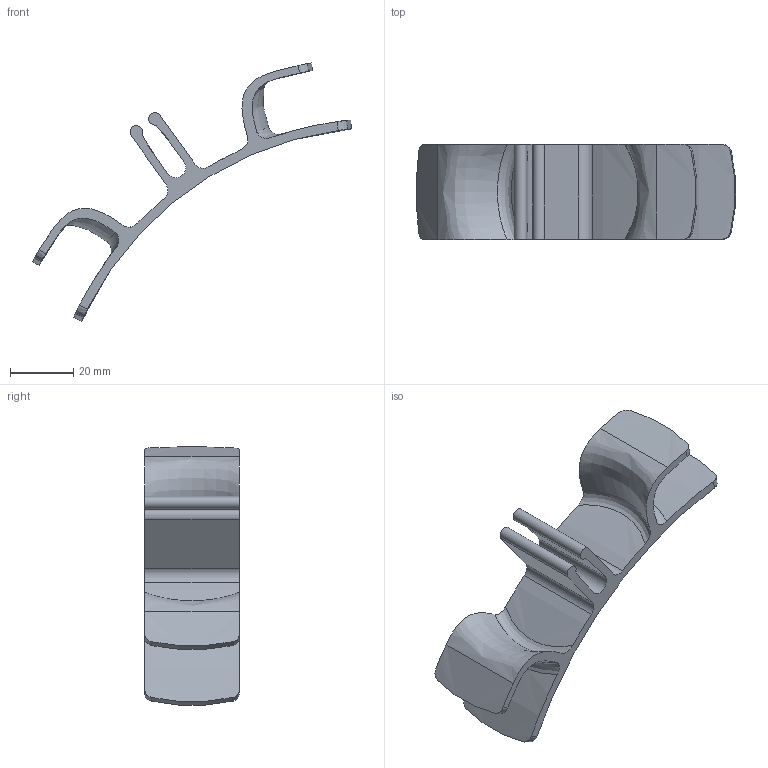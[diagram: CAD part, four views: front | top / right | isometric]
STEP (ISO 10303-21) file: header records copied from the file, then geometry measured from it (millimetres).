
FILE_DESCRIPTION(/* description */ ('STEP AP242','CAx-IF Rec.Pracs.---Representation and Presentation of Product Manufacturing Information (PMI)---4.0---2014-10-13','CAx-IF Rec.Pracs.---3D Tessellated Geometry---0.4---2014-09-14','2;1'),/* implementation_level */ '2;1');
FILE_NAME(/* name */ '6626adadb45422152cf4ecf7',/* time_stamp */ '2024-04-22T18:34:22Z',/* author */ (''),/* organization */ (''),/* preprocessor_version */ 'ST-DEVELOPER v20',/* originating_system */ ' ',/* authorisation */ ' ');
FILE_SCHEMA (('AP242_MANAGED_MODEL_BASED_3D_ENGINEERING_MIM_LF { 1 0 10303 442 1 1 4 }'));
Length unit declared in the file: metre
Products named in the file (1): Rice Cooker Cable Wrapper
Bounding box: 100.86 x 30 x 81.59 mm (x, y, z)
Volume: 19661 mm3; surface area: 14847.2 mm2
Topology: 1 solids, 1 shells, 40 faces, 125 edges, 87 vertices
Faces by surface type: bspline 22, cylinder 14, plane 4
Entity records: 2470 total; most frequent: CARTESIAN_POINT 1532, ORIENTED_EDGE 250, EDGE_CURVE 125, DIRECTION 112, VERTEX_POINT 87, B_SPLINE_CURVE_WITH_KNOTS 79, AXIS2_PLACEMENT_3D 47, EDGE_LOOP 40
